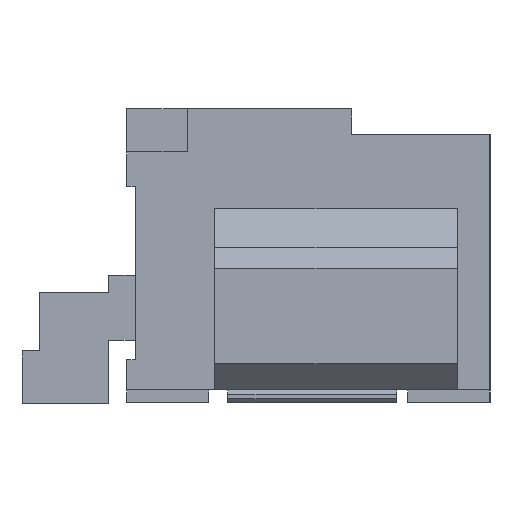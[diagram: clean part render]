
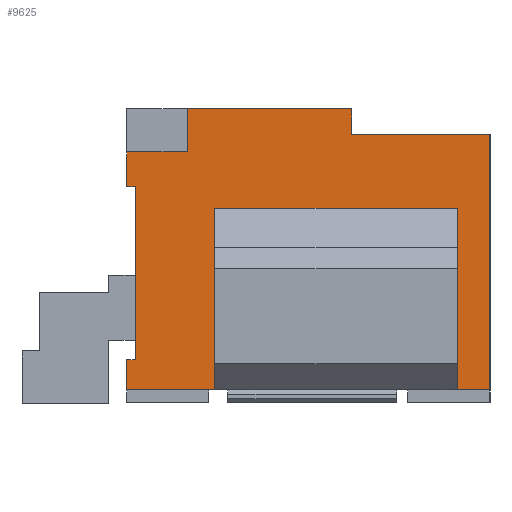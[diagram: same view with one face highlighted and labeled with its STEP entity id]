
A CAD part, left-side view. The second image highlights one B-rep face of the part: STEP entity #9625.
In plain terms, the highlighted planar face has unit normal (-1, 0, 0).
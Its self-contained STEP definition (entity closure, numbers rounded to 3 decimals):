
#1482=ORIENTED_EDGE('',*,*,#2415,.F.);
#1483=ORIENTED_EDGE('',*,*,#2723,.T.);
#1484=ORIENTED_EDGE('',*,*,#2706,.F.);
#1485=ORIENTED_EDGE('',*,*,#2691,.F.);
#1486=ORIENTED_EDGE('',*,*,#2660,.T.);
#1487=ORIENTED_EDGE('',*,*,#2643,.F.);
#1488=ORIENTED_EDGE('',*,*,#2639,.T.);
#1489=ORIENTED_EDGE('',*,*,#2663,.T.);
#1490=ORIENTED_EDGE('',*,*,#2500,.F.);
#1491=ORIENTED_EDGE('',*,*,#2664,.F.);
#1492=ORIENTED_EDGE('',*,*,#2504,.F.);
#1493=ORIENTED_EDGE('',*,*,#2819,.T.);
#1494=ORIENTED_EDGE('',*,*,#2422,.F.);
#1495=ORIENTED_EDGE('',*,*,#2682,.T.);
#1496=ORIENTED_EDGE('',*,*,#2680,.T.);
#1497=ORIENTED_EDGE('',*,*,#2467,.T.);
#2415=EDGE_CURVE('',#3297,#3298,#4075,.T.);
#2422=EDGE_CURVE('',#3304,#3305,#4082,.T.);
#2467=EDGE_CURVE('',#3343,#3298,#4127,.T.);
#2500=EDGE_CURVE('',#3363,#3364,#4160,.T.);
#2504=EDGE_CURVE('',#3367,#3368,#4164,.T.);
#2639=EDGE_CURVE('',#3468,#3467,#4299,.T.);
#2643=EDGE_CURVE('',#3468,#3471,#4303,.T.);
#2660=EDGE_CURVE('',#3472,#3471,#4320,.T.);
#2663=EDGE_CURVE('',#3467,#3364,#4323,.T.);
#2664=EDGE_CURVE('',#3368,#3363,#4324,.T.);
#2680=EDGE_CURVE('',#3481,#3343,#4340,.T.);
#2682=EDGE_CURVE('',#3304,#3481,#4342,.T.);
#2691=EDGE_CURVE('',#3472,#3487,#4351,.T.);
#2706=EDGE_CURVE('',#3487,#3497,#4366,.T.);
#2723=EDGE_CURVE('',#3297,#3497,#4383,.T.);
#2819=EDGE_CURVE('',#3367,#3305,#4479,.T.);
#3297=VERTEX_POINT('',#12637);
#3298=VERTEX_POINT('',#12639);
#3304=VERTEX_POINT('',#12651);
#3305=VERTEX_POINT('',#12653);
#3343=VERTEX_POINT('',#12746);
#3363=VERTEX_POINT('',#12811);
#3364=VERTEX_POINT('',#12812);
#3367=VERTEX_POINT('',#12820);
#3368=VERTEX_POINT('',#12821);
#3467=VERTEX_POINT('',#13102);
#3468=VERTEX_POINT('',#13104);
#3471=VERTEX_POINT('',#13112);
#3472=VERTEX_POINT('',#13116);
#3481=VERTEX_POINT('',#13166);
#3487=VERTEX_POINT('',#13190);
#3497=VERTEX_POINT('',#13220);
#4075=LINE('',#12638,#5075);
#4082=LINE('',#12652,#5082);
#4127=LINE('',#12745,#5127);
#4160=LINE('',#12810,#5160);
#4164=LINE('',#12819,#5164);
#4299=LINE('',#13103,#5299);
#4303=LINE('',#13111,#5303);
#4320=LINE('',#13133,#5320);
#4323=LINE('',#13138,#5323);
#4324=LINE('',#13140,#5324);
#4340=LINE('',#13169,#5340);
#4342=LINE('',#13173,#5342);
#4351=LINE('',#13189,#5351);
#4366=LINE('',#13219,#5366);
#4383=LINE('',#13252,#5383);
#4479=LINE('',#13439,#5479);
#5075=VECTOR('',#10767,1000.);
#5082=VECTOR('',#10774,1000.);
#5127=VECTOR('',#10839,1000.);
#5160=VECTOR('',#10896,1000.);
#5164=VECTOR('',#10902,1000.);
#5299=VECTOR('',#11133,1000.);
#5303=VECTOR('',#11139,1000.);
#5320=VECTOR('',#11158,1000.);
#5323=VECTOR('',#11165,1000.);
#5324=VECTOR('',#11168,1000.);
#5340=VECTOR('',#11194,1000.);
#5342=VECTOR('',#11200,1000.);
#5351=VECTOR('',#11215,1000.);
#5366=VECTOR('',#11240,1000.);
#5383=VECTOR('',#11271,1000.);
#5479=VECTOR('',#11415,1000.);
#5961=EDGE_LOOP('',(#1482,#1483,#1484,#1485,#1486,#1487,#1488,#1489,#1490,
#1491,#1492,#1493,#1494,#1495,#1496,#1497));
#6347=FACE_BOUND('',#5961,.T.);
#6711=PLANE('',#9996);
#9625=ADVANCED_FACE('',(#6347),#6711,.T.);
#9996=AXIS2_PLACEMENT_3D('',#13438,#11413,#11414);
#10767=DIRECTION('',(0.,1.,0.));
#10774=DIRECTION('',(0.,1.,0.));
#10839=DIRECTION('',(0.,0.,-1.));
#10896=DIRECTION('',(0.,1.,0.));
#10902=DIRECTION('',(0.,-1.,0.));
#11133=DIRECTION('',(0.,1.,0.));
#11139=DIRECTION('',(0.,0.,1.));
#11158=DIRECTION('',(0.,1.,0.));
#11165=DIRECTION('',(0.,0.,-1.));
#11168=DIRECTION('',(0.,0.,1.));
#11194=DIRECTION('',(0.,-1.,0.));
#11200=DIRECTION('',(0.,0.,1.));
#11215=DIRECTION('',(0.,0.,-1.));
#11240=DIRECTION('',(0.,-1.,0.));
#11271=DIRECTION('',(0.,0.,1.));
#11413=DIRECTION('',(-1.,0.,0.));
#11414=DIRECTION('',(0.,0.,1.));
#11415=DIRECTION('',(0.,0.,-1.));
#12637=CARTESIAN_POINT('',(-7.75,-2.1,-1.55));
#12638=CARTESIAN_POINT('',(-7.75,0.,-1.55));
#12639=CARTESIAN_POINT('',(-7.75,-1.72,-1.55));
#12651=CARTESIAN_POINT('',(-7.75,1.08,-1.55));
#12652=CARTESIAN_POINT('',(-7.75,0.,-1.55));
#12653=CARTESIAN_POINT('',(-7.75,2.1,-1.55));
#12745=CARTESIAN_POINT('',(-7.75,-1.72,0.1));
#12746=CARTESIAN_POINT('',(-7.75,-1.72,0.55));
#12810=CARTESIAN_POINT('',(-7.75,0.,0.8));
#12811=CARTESIAN_POINT('',(-7.75,2.,0.8));
#12812=CARTESIAN_POINT('',(-7.75,2.1,0.8));
#12819=CARTESIAN_POINT('',(-7.75,0.,-1.2));
#12820=CARTESIAN_POINT('',(-7.75,2.1,-1.2));
#12821=CARTESIAN_POINT('',(-7.75,2.,-1.2));
#13102=CARTESIAN_POINT('',(-7.75,2.1,1.2));
#13103=CARTESIAN_POINT('',(-7.75,1.4,1.2));
#13104=CARTESIAN_POINT('',(-7.75,1.4,1.2));
#13111=CARTESIAN_POINT('',(-7.75,1.4,1.2));
#13112=CARTESIAN_POINT('',(-7.75,1.4,1.7));
#13116=CARTESIAN_POINT('',(-7.75,-0.5,1.7));
#13133=CARTESIAN_POINT('',(-7.75,-2.1,1.7));
#13138=CARTESIAN_POINT('',(-7.75,2.1,1.7));
#13140=CARTESIAN_POINT('',(-7.75,2.,0.));
#13166=CARTESIAN_POINT('',(-7.75,1.08,0.55));
#13169=CARTESIAN_POINT('',(-7.75,-1.72,0.55));
#13173=CARTESIAN_POINT('',(-7.75,1.08,-1.7));
#13189=CARTESIAN_POINT('',(-7.75,-0.5,0.));
#13190=CARTESIAN_POINT('',(-7.75,-0.5,1.4));
#13219=CARTESIAN_POINT('',(-7.75,0.,1.4));
#13220=CARTESIAN_POINT('',(-7.75,-2.1,1.4));
#13252=CARTESIAN_POINT('',(-7.75,-2.1,-1.7));
#13438=CARTESIAN_POINT('',(-7.75,0.,0.));
#13439=CARTESIAN_POINT('',(-7.75,2.1,1.7));
